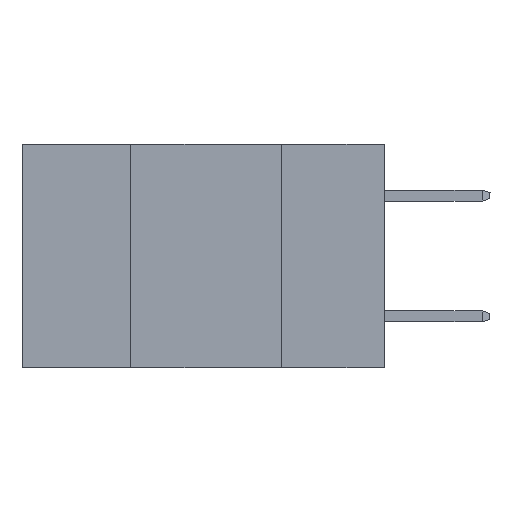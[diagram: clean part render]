
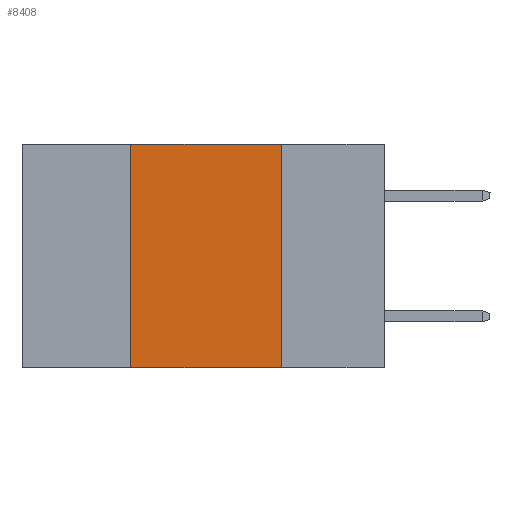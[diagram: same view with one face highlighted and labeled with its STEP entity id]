
A CAD part, left-side view. The second image highlights one B-rep face of the part: STEP entity #8408.
In plain terms, the highlighted planar face has unit normal (-1, 0, 0).
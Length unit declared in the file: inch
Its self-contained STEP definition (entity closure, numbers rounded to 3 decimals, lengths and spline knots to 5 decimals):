
#55 = EDGE_CURVE ( 'NONE', #6185, #7870, #4063, .T. ) ;
#91 = VECTOR ( 'NONE', #2896, 39.37008 ) ;
#341 = DIRECTION ( 'NONE',  ( 1., 0., 0. ) ) ;
#1056 = ORIENTED_EDGE ( 'NONE', *, *, #7384, .F. ) ;
#1436 = ORIENTED_EDGE ( 'NONE', *, *, #2430, .F. ) ;
#2197 = CARTESIAN_POINT ( 'NONE',  ( 0., 0.17, -0.37 ) ) ;
#2318 = VECTOR ( 'NONE', #9070, 39.37008 ) ;
#2430 = EDGE_CURVE ( 'NONE', #4394, #7870, #9051, .T. ) ;
#2825 = DIRECTION ( 'NONE',  ( 0., 0., -1. ) ) ;
#2896 = DIRECTION ( 'NONE',  ( 0., 0., 1. ) ) ;
#3689 = EDGE_LOOP ( 'NONE', ( #1436, #1056, #8382, #5128 ) ) ;
#3994 = CARTESIAN_POINT ( 'NONE',  ( 0., 0.17, 0. ) ) ;
#4007 = VECTOR ( 'NONE', #5655, 39.37008 ) ;
#4038 = EDGE_CURVE ( 'NONE', #6185, #7831, #9030, .T. ) ;
#4063 = LINE ( 'NONE', #9118, #6513 ) ;
#4083 = CARTESIAN_POINT ( 'NONE',  ( 0., 0.6, 0. ) ) ;
#4394 = VERTEX_POINT ( 'NONE', #6407 ) ;
#4444 = PLANE ( 'NONE',  #5388 ) ;
#4550 = LINE ( 'NONE', #4083, #2318 ) ;
#5037 = FACE_OUTER_BOUND ( 'NONE', #3689, .T. ) ;
#5128 = ORIENTED_EDGE ( 'NONE', *, *, #55, .T. ) ;
#5388 = AXIS2_PLACEMENT_3D ( 'NONE', #10206, #341, #2825 ) ;
#5655 = DIRECTION ( 'NONE',  ( 0., 0., -1. ) ) ;
#5825 = CARTESIAN_POINT ( 'NONE',  ( 0., 0.42, -0.37 ) ) ;
#6098 = CARTESIAN_POINT ( 'NONE',  ( 0., 0.42, 0. ) ) ;
#6185 = VERTEX_POINT ( 'NONE', #5825 ) ;
#6407 = CARTESIAN_POINT ( 'NONE',  ( 0., 0.17, 0. ) ) ;
#6513 = VECTOR ( 'NONE', #9948, 39.37008 ) ;
#6860 = CARTESIAN_POINT ( 'NONE',  ( 0., 0.42, 0. ) ) ;
#7384 = EDGE_CURVE ( 'NONE', #7831, #4394, #4550, .T. ) ;
#7831 = VERTEX_POINT ( 'NONE', #6860 ) ;
#7870 = VERTEX_POINT ( 'NONE', #2197 ) ;
#8382 = ORIENTED_EDGE ( 'NONE', *, *, #4038, .F. ) ;
#8408 = ADVANCED_FACE ( 'NONE', ( #5037 ), #4444, .F. ) ;
#9030 = LINE ( 'NONE', #6098, #91 ) ;
#9051 = LINE ( 'NONE', #3994, #4007 ) ;
#9070 = DIRECTION ( 'NONE',  ( 0., -1., 0. ) ) ;
#9118 = CARTESIAN_POINT ( 'NONE',  ( 0., 0.6, -0.37 ) ) ;
#9948 = DIRECTION ( 'NONE',  ( 0., -1., 0. ) ) ;
#10206 = CARTESIAN_POINT ( 'NONE',  ( 0., 0.6, 0. ) ) ;
